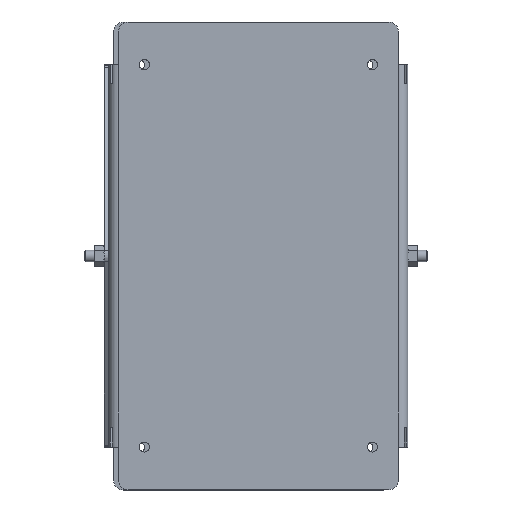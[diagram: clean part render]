
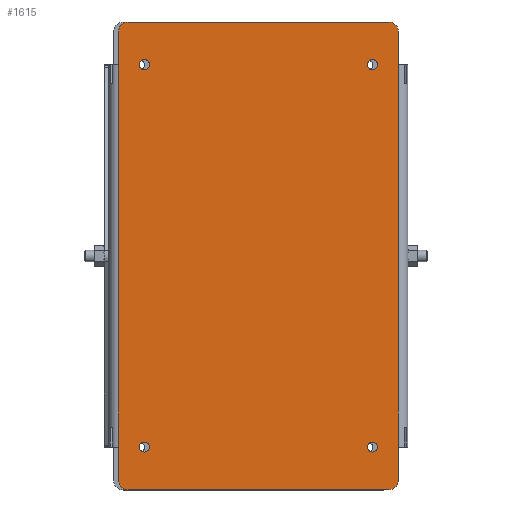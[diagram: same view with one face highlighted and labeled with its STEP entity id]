
A CAD part, top view. The second image highlights one B-rep face of the part: STEP entity #1615.
In plain terms, the highlighted face is planar.
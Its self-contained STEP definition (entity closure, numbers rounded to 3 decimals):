
#125=CIRCLE('',#1774,5.25);
#126=CIRCLE('',#1775,5.25);
#127=CIRCLE('',#1776,5.25);
#128=CIRCLE('',#1777,5.25);
#129=CIRCLE('',#1778,10.);
#130=CIRCLE('',#1779,10.);
#131=CIRCLE('',#1780,10.);
#132=CIRCLE('',#1781,10.);
#320=ORIENTED_EDGE('',*,*,#738,.F.);
#321=ORIENTED_EDGE('',*,*,#739,.F.);
#322=ORIENTED_EDGE('',*,*,#740,.F.);
#323=ORIENTED_EDGE('',*,*,#741,.F.);
#324=ORIENTED_EDGE('',*,*,#715,.T.);
#325=ORIENTED_EDGE('',*,*,#742,.T.);
#326=ORIENTED_EDGE('',*,*,#721,.T.);
#327=ORIENTED_EDGE('',*,*,#743,.T.);
#328=ORIENTED_EDGE('',*,*,#730,.T.);
#329=ORIENTED_EDGE('',*,*,#744,.T.);
#330=ORIENTED_EDGE('',*,*,#723,.T.);
#331=ORIENTED_EDGE('',*,*,#745,.T.);
#332=ORIENTED_EDGE('',*,*,#729,.T.);
#333=ORIENTED_EDGE('',*,*,#746,.T.);
#334=ORIENTED_EDGE('',*,*,#736,.T.);
#335=ORIENTED_EDGE('',*,*,#747,.T.);
#715=EDGE_CURVE('',#933,#932,#1073,.T.);
#721=EDGE_CURVE('',#936,#938,#1079,.T.);
#723=EDGE_CURVE('',#941,#940,#1081,.T.);
#729=EDGE_CURVE('',#944,#946,#1087,.T.);
#730=EDGE_CURVE('',#947,#948,#1088,.T.);
#736=EDGE_CURVE('',#954,#953,#1094,.T.);
#738=EDGE_CURVE('',#955,#955,#125,.T.);
#739=EDGE_CURVE('',#956,#956,#126,.T.);
#740=EDGE_CURVE('',#957,#957,#127,.T.);
#741=EDGE_CURVE('',#958,#958,#128,.T.);
#742=EDGE_CURVE('',#932,#936,#1096,.T.);
#743=EDGE_CURVE('',#938,#947,#129,.T.);
#744=EDGE_CURVE('',#948,#941,#130,.T.);
#745=EDGE_CURVE('',#940,#944,#1097,.T.);
#746=EDGE_CURVE('',#946,#954,#131,.T.);
#747=EDGE_CURVE('',#953,#933,#132,.T.);
#932=VERTEX_POINT('',#2482);
#933=VERTEX_POINT('',#2484);
#936=VERTEX_POINT('',#2491);
#938=VERTEX_POINT('',#2495);
#940=VERTEX_POINT('',#2500);
#941=VERTEX_POINT('',#2502);
#944=VERTEX_POINT('',#2509);
#946=VERTEX_POINT('',#2513);
#947=VERTEX_POINT('',#2517);
#948=VERTEX_POINT('',#2518);
#953=VERTEX_POINT('',#2529);
#954=VERTEX_POINT('',#2531);
#955=VERTEX_POINT('',#2535);
#956=VERTEX_POINT('',#2537);
#957=VERTEX_POINT('',#2539);
#958=VERTEX_POINT('',#2541);
#1073=LINE('',#2483,#1185);
#1079=LINE('',#2496,#1191);
#1081=LINE('',#2501,#1193);
#1087=LINE('',#2514,#1199);
#1088=LINE('',#2516,#1200);
#1094=LINE('',#2530,#1206);
#1096=LINE('',#2542,#1208);
#1097=LINE('',#2545,#1209);
#1185=VECTOR('',#2019,1000.);
#1191=VECTOR('',#2027,1000.);
#1193=VECTOR('',#2031,1000.);
#1199=VECTOR('',#2039,1000.);
#1200=VECTOR('',#2042,1000.);
#1206=VECTOR('',#2050,1000.);
#1208=VECTOR('',#2062,1000.);
#1209=VECTOR('',#2067,1000.);
#1316=EDGE_LOOP('',(#320));
#1317=EDGE_LOOP('',(#321));
#1318=EDGE_LOOP('',(#322));
#1319=EDGE_LOOP('',(#323));
#1320=EDGE_LOOP('',(#324,#325,#326,#327,#328,#329,#330,#331,#332,#333,#334,
#335));
#1448=FACE_BOUND('',#1316,.T.);
#1449=FACE_BOUND('',#1317,.T.);
#1450=FACE_BOUND('',#1318,.T.);
#1451=FACE_BOUND('',#1319,.T.);
#1452=FACE_BOUND('',#1320,.T.);
#1550=PLANE('',#1773);
#1615=ADVANCED_FACE('',(#1448,#1449,#1450,#1451,#1452),#1550,.T.);
#1773=AXIS2_PLACEMENT_3D('',#2533,#2052,#2053);
#1774=AXIS2_PLACEMENT_3D('',#2534,#2054,#2055);
#1775=AXIS2_PLACEMENT_3D('',#2536,#2056,#2057);
#1776=AXIS2_PLACEMENT_3D('',#2538,#2058,#2059);
#1777=AXIS2_PLACEMENT_3D('',#2540,#2060,#2061);
#1778=AXIS2_PLACEMENT_3D('',#2543,#2063,#2064);
#1779=AXIS2_PLACEMENT_3D('',#2544,#2065,#2066);
#1780=AXIS2_PLACEMENT_3D('',#2546,#2068,#2069);
#1781=AXIS2_PLACEMENT_3D('',#2547,#2070,#2071);
#2019=DIRECTION('',(0.,1.,0.));
#2027=DIRECTION('',(0.,1.,0.));
#2031=DIRECTION('',(0.,-1.,0.));
#2039=DIRECTION('',(0.,-1.,0.));
#2042=DIRECTION('',(1.,0.,0.));
#2050=DIRECTION('',(-1.,0.,0.));
#2052=DIRECTION('',(0.,0.,-1.));
#2053=DIRECTION('',(-1.,0.,0.));
#2054=DIRECTION('',(0.,0.,-1.));
#2055=DIRECTION('',(-1.,0.,0.));
#2056=DIRECTION('',(0.,0.,-1.));
#2057=DIRECTION('',(-1.,0.,0.));
#2058=DIRECTION('',(0.,0.,-1.));
#2059=DIRECTION('',(-1.,0.,0.));
#2060=DIRECTION('',(0.,0.,-1.));
#2061=DIRECTION('',(-1.,0.,0.));
#2062=DIRECTION('',(0.,1.,0.));
#2063=DIRECTION('',(0.,0.,-1.));
#2064=DIRECTION('',(-1.,0.,0.));
#2065=DIRECTION('',(0.,0.,-1.));
#2066=DIRECTION('',(-1.,0.,0.));
#2067=DIRECTION('',(0.,-1.,0.));
#2068=DIRECTION('',(0.,0.,-1.));
#2069=DIRECTION('',(-1.,0.,0.));
#2070=DIRECTION('',(0.,0.,-1.));
#2071=DIRECTION('',(-1.,0.,0.));
#2482=CARTESIAN_POINT('',(-146.,-199.5,-5.));
#2483=CARTESIAN_POINT('',(-146.,-244.,-5.));
#2484=CARTESIAN_POINT('',(-146.,-234.,-5.));
#2491=CARTESIAN_POINT('',(-146.,199.5,-5.));
#2495=CARTESIAN_POINT('',(-146.,234.,-5.));
#2496=CARTESIAN_POINT('',(-146.,-244.,-5.));
#2500=CARTESIAN_POINT('',(146.,199.5,-5.));
#2501=CARTESIAN_POINT('',(146.,244.,-5.));
#2502=CARTESIAN_POINT('',(146.,234.,-5.));
#2509=CARTESIAN_POINT('',(146.,-199.5,-5.));
#2513=CARTESIAN_POINT('',(146.,-234.,-5.));
#2514=CARTESIAN_POINT('',(146.,244.,-5.));
#2516=CARTESIAN_POINT('',(-146.,244.,-5.));
#2517=CARTESIAN_POINT('',(-136.,244.,-5.));
#2518=CARTESIAN_POINT('',(136.,244.,-5.));
#2529=CARTESIAN_POINT('',(-136.,-244.,-5.));
#2530=CARTESIAN_POINT('',(146.,-244.,-5.));
#2531=CARTESIAN_POINT('',(136.,-244.,-5.));
#2533=CARTESIAN_POINT('',(0.,0.,-5.));
#2534=CARTESIAN_POINT('',(-119.,-199.5,-5.));
#2535=CARTESIAN_POINT('',(-124.25,-199.5,-5.));
#2536=CARTESIAN_POINT('',(119.,-199.5,-5.));
#2537=CARTESIAN_POINT('',(113.75,-199.5,-5.));
#2538=CARTESIAN_POINT('',(119.,199.5,-5.));
#2539=CARTESIAN_POINT('',(113.75,199.5,-5.));
#2540=CARTESIAN_POINT('',(-119.,199.5,-5.));
#2541=CARTESIAN_POINT('',(-124.25,199.5,-5.));
#2542=CARTESIAN_POINT('',(-146.,-199.5,-5.));
#2543=CARTESIAN_POINT('',(-136.,234.,-5.));
#2544=CARTESIAN_POINT('',(136.,234.,-5.));
#2545=CARTESIAN_POINT('',(146.,199.5,-5.));
#2546=CARTESIAN_POINT('',(136.,-234.,-5.));
#2547=CARTESIAN_POINT('',(-136.,-234.,-5.));
